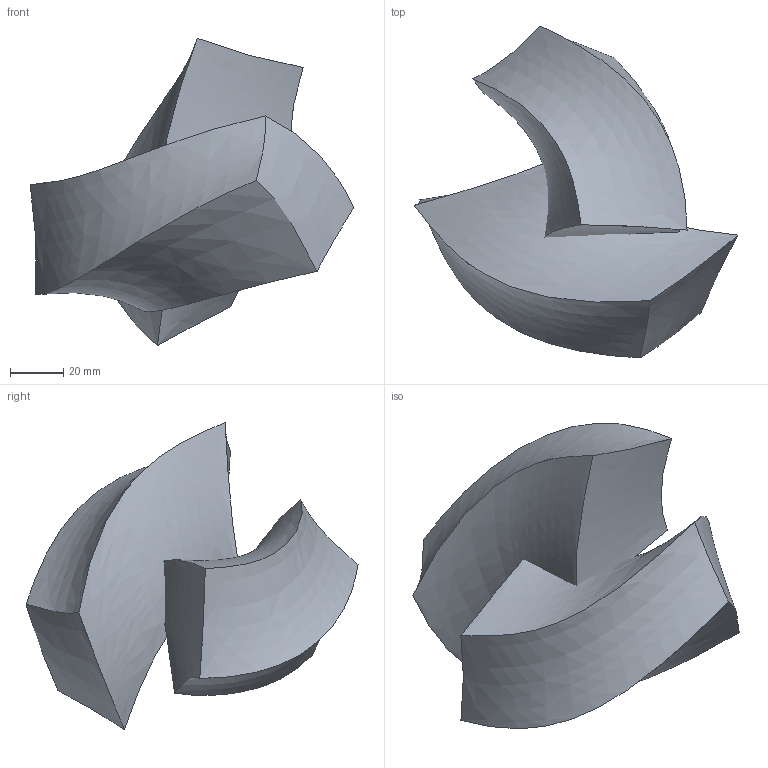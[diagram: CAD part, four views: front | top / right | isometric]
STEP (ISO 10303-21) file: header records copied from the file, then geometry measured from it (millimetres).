
FILE_DESCRIPTION(/* description */ (''),/* implementation_level */ '2;1');
FILE_NAME(/* name */ 'DH_OPT~1',/* time_stamp */ '2012-07-30T15:39:28-04:00',/* author */ (''),/* organization */ (''),/* preprocessor_version */ 'ST-DEVELOPER v14',/* originating_system */ '',/* authorisation */ '');
FILE_SCHEMA (('CONFIG_CONTROL_DESIGN'));
Length unit declared in the file: millimetre
Products named in the file (1): Document
Bounding box: 122.06 x 125.21 x 115.9 mm (x, y, z)
Volume: 348872.3 mm3; surface area: 41181.3 mm2
Topology: 2 solids, 2 shells, 12 faces, 24 edges, 16 vertices
Faces by surface type: bspline 12
Entity records: 8176 total; most frequent: CARTESIAN_POINT 7922, ORIENTED_EDGE 48, EDGE_CURVE 24, B_SPLINE_CURVE_WITH_KNOTS 24, VERTEX_POINT 16, ADVANCED_FACE 12, FACE_OUTER_BOUND 12, EDGE_LOOP 12
